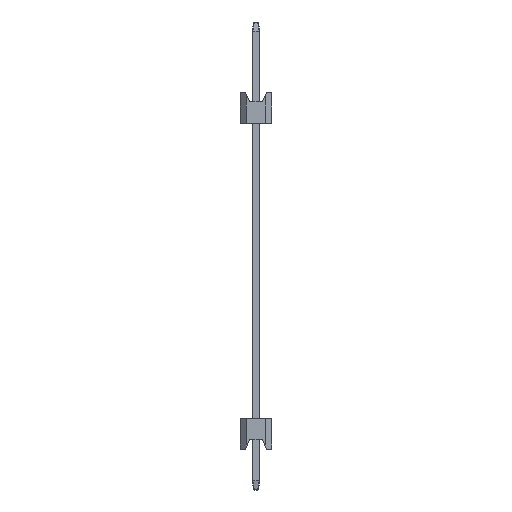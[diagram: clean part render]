
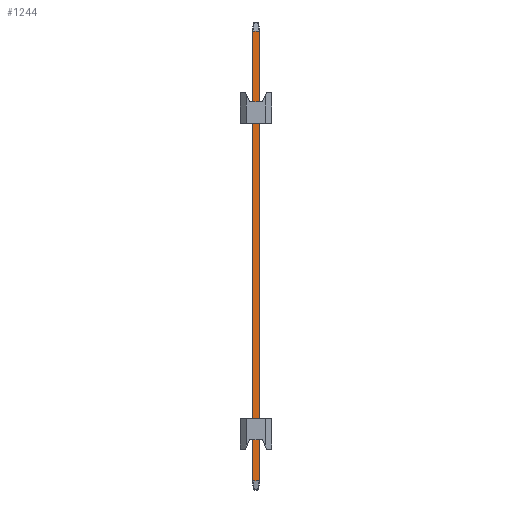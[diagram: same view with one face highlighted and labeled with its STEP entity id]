
A CAD part, left-side view. The second image highlights one B-rep face of the part: STEP entity #1244.
In plain terms, the highlighted planar face has unit normal (-1, 0, 0).
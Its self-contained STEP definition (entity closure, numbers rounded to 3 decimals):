
#174=FACE_OUTER_BOUND('',#238,.T.);
#238=EDGE_LOOP('',(#983,#984,#985,#986,#987,#988,#989,#990));
#289=LINE('',#1827,#445);
#298=LINE('',#1845,#454);
#328=LINE('',#1900,#484);
#341=LINE('',#1927,#497);
#344=LINE('',#1933,#500);
#347=LINE('',#1939,#503);
#363=LINE('',#1966,#519);
#364=LINE('',#1968,#520);
#445=VECTOR('',#1467,10.);
#454=VECTOR('',#1480,10.);
#484=VECTOR('',#1530,10.);
#497=VECTOR('',#1551,10.);
#500=VECTOR('',#1556,10.);
#503=VECTOR('',#1561,10.);
#519=VECTOR('',#1595,10.);
#520=VECTOR('',#1598,10.);
#599=VERTEX_POINT('',#1825);
#600=VERTEX_POINT('',#1826);
#607=VERTEX_POINT('',#1843);
#621=VERTEX_POINT('',#1895);
#629=VERTEX_POINT('',#1919);
#632=VERTEX_POINT('',#1925);
#634=VERTEX_POINT('',#1931);
#636=VERTEX_POINT('',#1937);
#697=EDGE_CURVE('',#599,#600,#289,.T.);
#706=EDGE_CURVE('',#607,#599,#298,.T.);
#736=EDGE_CURVE('',#600,#621,#328,.T.);
#749=EDGE_CURVE('',#632,#629,#341,.T.);
#752=EDGE_CURVE('',#634,#632,#344,.T.);
#755=EDGE_CURVE('',#636,#634,#347,.T.);
#771=EDGE_CURVE('',#629,#607,#363,.T.);
#772=EDGE_CURVE('',#621,#636,#364,.T.);
#983=ORIENTED_EDGE('',*,*,#736,.F.);
#984=ORIENTED_EDGE('',*,*,#697,.F.);
#985=ORIENTED_EDGE('',*,*,#706,.F.);
#986=ORIENTED_EDGE('',*,*,#771,.F.);
#987=ORIENTED_EDGE('',*,*,#749,.F.);
#988=ORIENTED_EDGE('',*,*,#752,.F.);
#989=ORIENTED_EDGE('',*,*,#755,.F.);
#990=ORIENTED_EDGE('',*,*,#772,.F.);
#1180=PLANE('',#1371);
#1244=ADVANCED_FACE('',(#174),#1180,.T.);
#1371=AXIS2_PLACEMENT_3D('',#1967,#1596,#1597);
#1467=DIRECTION('',(0.,0.,-1.));
#1480=DIRECTION('',(0.,-0.371,-0.928));
#1530=DIRECTION('',(0.,0.371,-0.928));
#1551=DIRECTION('',(0.,-0.371,0.928));
#1556=DIRECTION('',(0.,0.,1.));
#1561=DIRECTION('',(0.,0.371,0.928));
#1595=DIRECTION('',(0.,-1.,0.));
#1596=DIRECTION('center_axis',(-1.,0.,0.));
#1597=DIRECTION('ref_axis',(0.,-1.,0.));
#1598=DIRECTION('',(0.,1.,0.));
#1825=CARTESIAN_POINT('',(-0.32,-0.27,33.748));
#1826=CARTESIAN_POINT('',(-0.32,-0.27,-2.548));
#1827=CARTESIAN_POINT('',(-0.32,-0.27,0.));
#1843=CARTESIAN_POINT('',(-0.32,-0.269,33.75));
#1845=CARTESIAN_POINT('',(-0.32,-5.973,19.491));
#1895=CARTESIAN_POINT('',(-0.32,-0.269,-2.55));
#1900=CARTESIAN_POINT('',(-0.32,-0.593,-1.739));
#1919=CARTESIAN_POINT('',(-0.32,0.269,33.75));
#1925=CARTESIAN_POINT('',(-0.32,0.27,33.748));
#1927=CARTESIAN_POINT('',(-0.32,6.017,19.381));
#1931=CARTESIAN_POINT('',(-0.32,0.27,-2.548));
#1933=CARTESIAN_POINT('',(-0.32,0.27,0.));
#1937=CARTESIAN_POINT('',(-0.32,0.269,-2.55));
#1939=CARTESIAN_POINT('',(-0.32,0.637,-1.629));
#1966=CARTESIAN_POINT('',(-0.32,0.16,33.75));
#1967=CARTESIAN_POINT('Origin',(-0.32,0.32,0.));
#1968=CARTESIAN_POINT('',(-0.32,0.16,-2.55));
